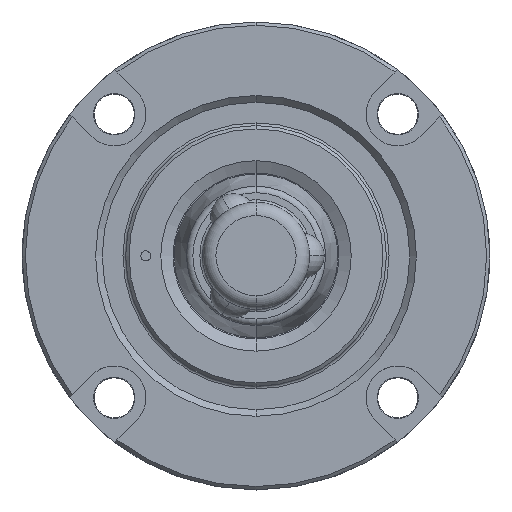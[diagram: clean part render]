
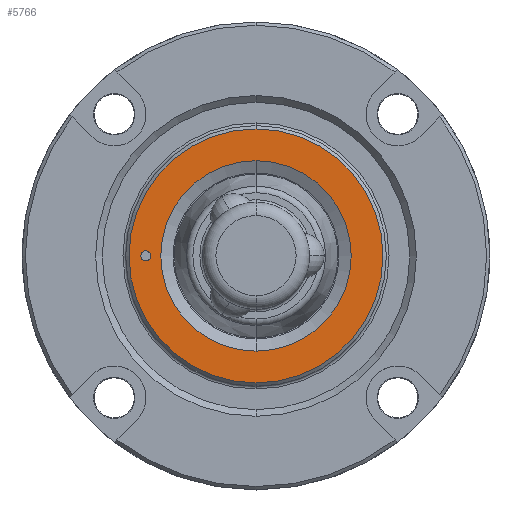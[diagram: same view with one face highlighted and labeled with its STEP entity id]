
A CAD part, top view. The second image highlights one B-rep face of the part: STEP entity #5766.
In plain terms, the highlighted planar face has unit normal (0, 0, 1).
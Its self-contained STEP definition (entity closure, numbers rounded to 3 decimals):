
#22 = DIRECTION ( 'NONE',  ( 0., 0., -1. ) ) ;
#47 = EDGE_CURVE ( 'NONE', #1323, #4106, #2930, .T. ) ;
#88 = VERTEX_POINT ( 'NONE', #4072 ) ;
#454 = CIRCLE ( 'NONE', #3270, 0.75 ) ;
#493 = DIRECTION ( 'NONE',  ( 0., 1., 0. ) ) ;
#561 = DIRECTION ( 'NONE',  ( 0., 0., 1. ) ) ;
#623 = DIRECTION ( 'NONE',  ( 0., 1., 0. ) ) ;
#658 = EDGE_CURVE ( 'NONE', #4106, #1323, #3262, .T. ) ;
#670 = EDGE_LOOP ( 'NONE', ( #5204, #2470 ) ) ;
#709 = CARTESIAN_POINT ( 'NONE',  ( 0., 0., 12. ) ) ;
#718 = CARTESIAN_POINT ( 'NONE',  ( 8., 0., 12. ) ) ;
#737 = CARTESIAN_POINT ( 'NONE',  ( 0., 0., 12. ) ) ;
#748 = DIRECTION ( 'NONE',  ( 0., 1., 0. ) ) ;
#825 = DIRECTION ( 'NONE',  ( 0., 0., 1. ) ) ;
#831 = VERTEX_POINT ( 'NONE', #5184 ) ;
#867 = AXIS2_PLACEMENT_3D ( 'NONE', #709, #2193, #748 ) ;
#1010 = AXIS2_PLACEMENT_3D ( 'NONE', #4567, #5069, #623 ) ;
#1212 = EDGE_CURVE ( 'NONE', #3039, #2662, #2237, .T. ) ;
#1323 = VERTEX_POINT ( 'NONE', #2710 ) ;
#1359 = EDGE_CURVE ( 'NONE', #88, #831, #454, .T. ) ;
#1427 = ORIENTED_EDGE ( 'NONE', *, *, #5472, .T. ) ;
#1428 = CIRCLE ( 'NONE', #867, 19. ) ;
#1532 = EDGE_CURVE ( 'NONE', #831, #88, #3359, .T. ) ;
#1799 = AXIS2_PLACEMENT_3D ( 'NONE', #718, #2517, #2514 ) ;
#1913 = CARTESIAN_POINT ( 'NONE',  ( -16.5, 0., 12. ) ) ;
#2054 = EDGE_LOOP ( 'NONE', ( #4627, #1427 ) ) ;
#2193 = DIRECTION ( 'NONE',  ( 0., 0., 1. ) ) ;
#2237 = CIRCLE ( 'NONE', #4198, 19. ) ;
#2346 = CARTESIAN_POINT ( 'NONE',  ( 0., 0., 12. ) ) ;
#2458 = ORIENTED_EDGE ( 'NONE', *, *, #47, .T. ) ;
#2470 = ORIENTED_EDGE ( 'NONE', *, *, #1359, .F. ) ;
#2514 = DIRECTION ( 'NONE',  ( 0., 1., 0. ) ) ;
#2517 = DIRECTION ( 'NONE',  ( 0., 0., -1. ) ) ;
#2644 = FACE_BOUND ( 'NONE', #670, .T. ) ;
#2662 = VERTEX_POINT ( 'NONE', #5773 ) ;
#2710 = CARTESIAN_POINT ( 'NONE',  ( 0., 14.25, 12. ) ) ;
#2930 = CIRCLE ( 'NONE', #3683, 14.25 ) ;
#2958 = PLANE ( 'NONE',  #1799 ) ;
#3039 = VERTEX_POINT ( 'NONE', #3059 ) ;
#3059 = CARTESIAN_POINT ( 'NONE',  ( 0., 19., 12. ) ) ;
#3262 = CIRCLE ( 'NONE', #1010, 14.25 ) ;
#3270 = AXIS2_PLACEMENT_3D ( 'NONE', #3594, #825, #4413 ) ;
#3350 = DIRECTION ( 'NONE',  ( 0., 1., 0. ) ) ;
#3359 = CIRCLE ( 'NONE', #5334, 0.75 ) ;
#3439 = DIRECTION ( 'NONE',  ( 0., 0., 1. ) ) ;
#3519 = FACE_OUTER_BOUND ( 'NONE', #2054, .T. ) ;
#3594 = CARTESIAN_POINT ( 'NONE',  ( -16.5, 0., 12. ) ) ;
#3683 = AXIS2_PLACEMENT_3D ( 'NONE', #2346, #22, #493 ) ;
#4072 = CARTESIAN_POINT ( 'NONE',  ( -16.5, 0.75, 12. ) ) ;
#4106 = VERTEX_POINT ( 'NONE', #5275 ) ;
#4198 = AXIS2_PLACEMENT_3D ( 'NONE', #737, #3439, #3350 ) ;
#4409 = EDGE_LOOP ( 'NONE', ( #4965, #2458 ) ) ;
#4413 = DIRECTION ( 'NONE',  ( 0., -1., 0. ) ) ;
#4567 = CARTESIAN_POINT ( 'NONE',  ( 0., 0., 12. ) ) ;
#4627 = ORIENTED_EDGE ( 'NONE', *, *, #1212, .T. ) ;
#4747 = FACE_BOUND ( 'NONE', #4409, .T. ) ;
#4965 = ORIENTED_EDGE ( 'NONE', *, *, #658, .T. ) ;
#5069 = DIRECTION ( 'NONE',  ( 0., 0., -1. ) ) ;
#5184 = CARTESIAN_POINT ( 'NONE',  ( -16.5, -0.75, 12. ) ) ;
#5204 = ORIENTED_EDGE ( 'NONE', *, *, #1532, .F. ) ;
#5275 = CARTESIAN_POINT ( 'NONE',  ( 0., -14.25, 12. ) ) ;
#5334 = AXIS2_PLACEMENT_3D ( 'NONE', #1913, #561, #5439 ) ;
#5439 = DIRECTION ( 'NONE',  ( 0., -1., 0. ) ) ;
#5472 = EDGE_CURVE ( 'NONE', #2662, #3039, #1428, .T. ) ;
#5766 = ADVANCED_FACE ( 'NONE', ( #4747, #3519, #2644 ), #2958, .F. ) ;
#5773 = CARTESIAN_POINT ( 'NONE',  ( 0., -19., 12. ) ) ;
